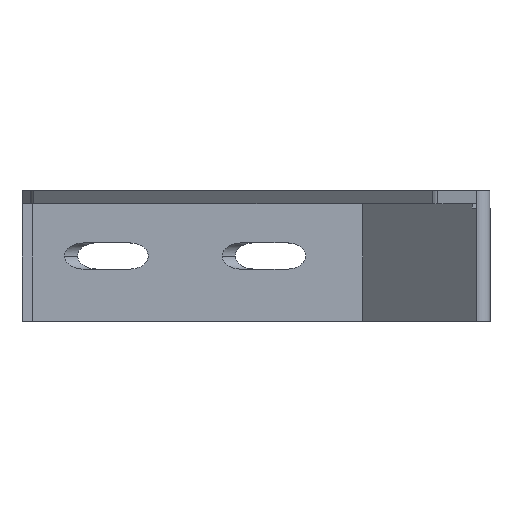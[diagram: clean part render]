
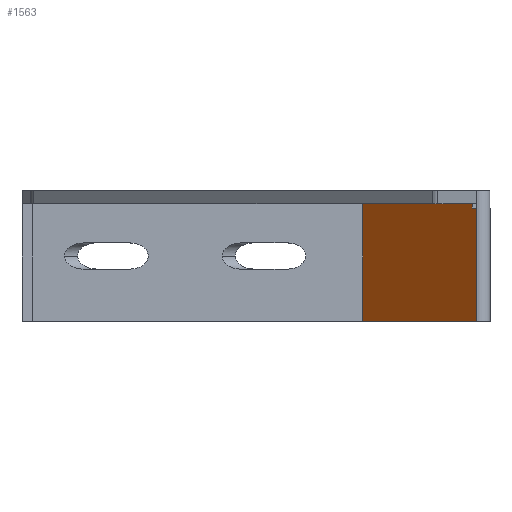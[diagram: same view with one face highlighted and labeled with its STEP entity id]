
A CAD part, front view. The second image highlights one B-rep face of the part: STEP entity #1563.
In plain terms, the highlighted planar face has unit normal (-0.707, -0.707, 0).
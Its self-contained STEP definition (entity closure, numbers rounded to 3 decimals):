
#47 = LINE ( 'NONE', #1373, #797 ) ;
#103 = VERTEX_POINT ( 'NONE', #1951 ) ;
#151 = CARTESIAN_POINT ( 'NONE',  ( 373.415, -26.042, -1. ) ) ;
#166 = VECTOR ( 'NONE', #717, 1000. ) ;
#171 = ORIENTED_EDGE ( 'NONE', *, *, #267, .T. ) ;
#185 = ORIENTED_EDGE ( 'NONE', *, *, #330, .F. ) ;
#216 = VERTEX_POINT ( 'NONE', #1170 ) ;
#225 = CARTESIAN_POINT ( 'NONE',  ( 347.172, 0.2, 0. ) ) ;
#257 = DIRECTION ( 'NONE',  ( 0., 0., 1. ) ) ;
#267 = EDGE_CURVE ( 'NONE', #103, #1797, #1260, .T. ) ;
#282 = EDGE_CURVE ( 'NONE', #103, #1631, #1536, .T. ) ;
#302 = EDGE_CURVE ( 'NONE', #941, #2012, #1900, .T. ) ;
#303 = LINE ( 'NONE', #1137, #834 ) ;
#330 = EDGE_CURVE ( 'NONE', #1631, #941, #47, .T. ) ;
#396 = VECTOR ( 'NONE', #1321, 1000. ) ;
#506 = FACE_OUTER_BOUND ( 'NONE', #1535, .T. ) ;
#634 = VECTOR ( 'NONE', #1273, 1000. ) ;
#717 = DIRECTION ( 'NONE',  ( -0.707, 0.707, 0. ) ) ;
#721 = CARTESIAN_POINT ( 'NONE',  ( 372.392, -25.019, -27. ) ) ;
#737 = DIRECTION ( 'NONE',  ( -0.707, 0.707, 0. ) ) ;
#758 = DIRECTION ( 'NONE',  ( 0., 0., 1. ) ) ;
#797 = VECTOR ( 'NONE', #257, 1000. ) ;
#834 = VECTOR ( 'NONE', #1930, 1000. ) ;
#839 = VECTOR ( 'NONE', #758, 1000. ) ;
#874 = DIRECTION ( 'NONE',  ( 0.707, -0.707, 0. ) ) ;
#878 = CARTESIAN_POINT ( 'NONE',  ( 347.172, 0.2, -27. ) ) ;
#939 = ORIENTED_EDGE ( 'NONE', *, *, #282, .F. ) ;
#941 = VERTEX_POINT ( 'NONE', #225 ) ;
#1021 = EDGE_CURVE ( 'NONE', #216, #1542, #1679, .T. ) ;
#1050 = CARTESIAN_POINT ( 'NONE',  ( 373.415, -26.042, -1. ) ) ;
#1068 = LINE ( 'NONE', #151, #634 ) ;
#1118 = ORIENTED_EDGE ( 'NONE', *, *, #1136, .F. ) ;
#1136 = EDGE_CURVE ( 'NONE', #216, #1797, #1068, .T. ) ;
#1137 = CARTESIAN_POINT ( 'NONE',  ( 373.415, -26.042, 0. ) ) ;
#1139 = VECTOR ( 'NONE', #874, 1000. ) ;
#1142 = ORIENTED_EDGE ( 'NONE', *, *, #302, .F. ) ;
#1170 = CARTESIAN_POINT ( 'NONE',  ( 372.392, -25.019, -1. ) ) ;
#1260 = LINE ( 'NONE', #1955, #396 ) ;
#1262 = EDGE_CURVE ( 'NONE', #1542, #2012, #303, .T. ) ;
#1273 = DIRECTION ( 'NONE',  ( 0.707, -0.707, 0. ) ) ;
#1321 = DIRECTION ( 'NONE',  ( 0., 0., 1. ) ) ;
#1373 = CARTESIAN_POINT ( 'NONE',  ( 347.172, 0.2, -27. ) ) ;
#1416 = ORIENTED_EDGE ( 'NONE', *, *, #1262, .T. ) ;
#1533 = CARTESIAN_POINT ( 'NONE',  ( 372.392, -25.019, 0. ) ) ;
#1535 = EDGE_LOOP ( 'NONE', ( #1118, #1667, #1416, #1142, #185, #939, #171 ) ) ;
#1536 = LINE ( 'NONE', #1825, #166 ) ;
#1542 = VERTEX_POINT ( 'NONE', #1533 ) ;
#1563 = ADVANCED_FACE ( 'NONE', ( #506 ), #1830, .F. ) ;
#1593 = CARTESIAN_POINT ( 'NONE',  ( 348.195, -0.823, 0. ) ) ;
#1631 = VERTEX_POINT ( 'NONE', #878 ) ;
#1667 = ORIENTED_EDGE ( 'NONE', *, *, #1021, .T. ) ;
#1679 = LINE ( 'NONE', #721, #839 ) ;
#1681 = DIRECTION ( 'NONE',  ( 0.707, 0.707, 0. ) ) ;
#1797 = VERTEX_POINT ( 'NONE', #1050 ) ;
#1805 = AXIS2_PLACEMENT_3D ( 'NONE', #1992, #1681, #737 ) ;
#1825 = CARTESIAN_POINT ( 'NONE',  ( 373.415, -26.042, -27. ) ) ;
#1830 = PLANE ( 'NONE',  #1805 ) ;
#1900 = LINE ( 'NONE', #2005, #1139 ) ;
#1930 = DIRECTION ( 'NONE',  ( -0.707, 0.707, 0. ) ) ;
#1951 = CARTESIAN_POINT ( 'NONE',  ( 373.415, -26.042, -27. ) ) ;
#1955 = CARTESIAN_POINT ( 'NONE',  ( 373.415, -26.042, -27. ) ) ;
#1992 = CARTESIAN_POINT ( 'NONE',  ( 373.415, -26.042, -27. ) ) ;
#2005 = CARTESIAN_POINT ( 'NONE',  ( 373.415, -26.042, 0. ) ) ;
#2012 = VERTEX_POINT ( 'NONE', #1593 ) ;
